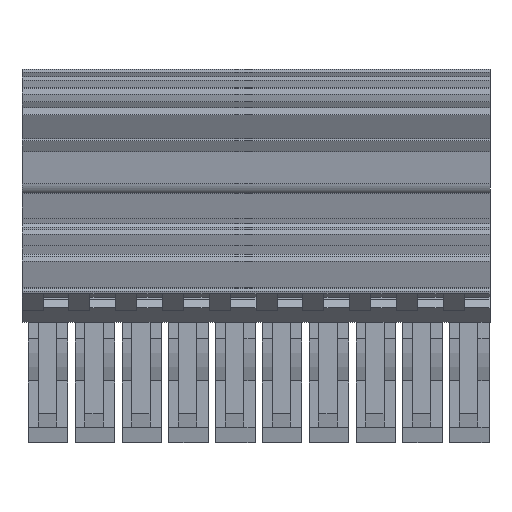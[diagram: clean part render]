
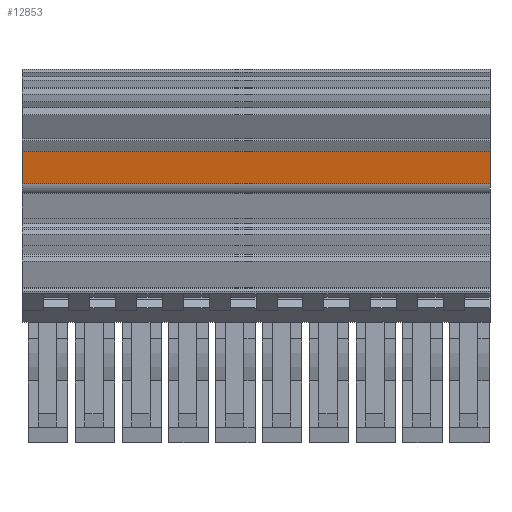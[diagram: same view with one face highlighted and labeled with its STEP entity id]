
A CAD part, front view. The second image highlights one B-rep face of the part: STEP entity #12853.
In plain terms, the highlighted planar face has unit normal (0, -0.989, -0.149).
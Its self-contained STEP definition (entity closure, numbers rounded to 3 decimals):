
#12840=AXIS2_PLACEMENT_3D('Plane Axis2P3D',#12837,#12838,#12839) ;
#2182=CARTESIAN_POINT('Vertex',(0.,0.531,28.227)) ;
#2185=CARTESIAN_POINT('Line Origine',(0.,0.265,29.988)) ;
#2189=CARTESIAN_POINT('Vertex',(0.,0.,31.75)) ;
#3040=CARTESIAN_POINT('Vertex',(51.,0.,31.75)) ;
#3043=CARTESIAN_POINT('Line Origine',(51.,0.265,29.988)) ;
#3047=CARTESIAN_POINT('Vertex',(51.,0.531,28.227)) ;
#12825=CARTESIAN_POINT('Line Origine',(25.5,0.531,28.227)) ;
#12837=CARTESIAN_POINT('Axis2P3D Location',(51.,0.087,31.176)) ;
#12842=CARTESIAN_POINT('Line Origine',(25.5,0.,31.75)) ;
#2186=DIRECTION('Vector Direction',(0.,-0.149,0.989)) ;
#3044=DIRECTION('Vector Direction',(0.,-0.149,0.989)) ;
#12826=DIRECTION('Vector Direction',(1.,0.,0.)) ;
#12838=DIRECTION('Axis2P3D Direction',(-0.,0.989,0.149)) ;
#12839=DIRECTION('Axis2P3D XDirection',(0.,-0.149,0.989)) ;
#12843=DIRECTION('Vector Direction',(-1.,0.,0.)) ;
#2187=VECTOR('Line Direction',#2186,1.) ;
#3045=VECTOR('Line Direction',#3044,1.) ;
#12827=VECTOR('Line Direction',#12826,1.) ;
#12844=VECTOR('Line Direction',#12843,1.) ;
#12848=ORIENTED_EDGE('',*,*,#12846,.T.) ;
#12849=ORIENTED_EDGE('',*,*,#2191,.T.) ;
#12850=ORIENTED_EDGE('',*,*,#12829,.F.) ;
#12851=ORIENTED_EDGE('',*,*,#3049,.F.) ;
#12853=ADVANCED_FACE('V1',(#12852),#12841,.F.) ;
#2191=EDGE_CURVE('',#2190,#2183,#2188,.F.) ;
#3049=EDGE_CURVE('',#3041,#3048,#3046,.F.) ;
#12829=EDGE_CURVE('',#3048,#2183,#12828,.F.) ;
#12846=EDGE_CURVE('',#3041,#2190,#12845,.T.) ;
#12847=EDGE_LOOP('',(#12848,#12849,#12850,#12851)) ;
#12852=FACE_OUTER_BOUND('',#12847,.T.) ;
#2188=LINE('Line',#2185,#2187) ;
#3046=LINE('Line',#3043,#3045) ;
#12828=LINE('Line',#12825,#12827) ;
#12845=LINE('Line',#12842,#12844) ;
#12841=PLANE('',#12840) ;
#2183=VERTEX_POINT('',#2182) ;
#2190=VERTEX_POINT('',#2189) ;
#3041=VERTEX_POINT('',#3040) ;
#3048=VERTEX_POINT('',#3047) ;
